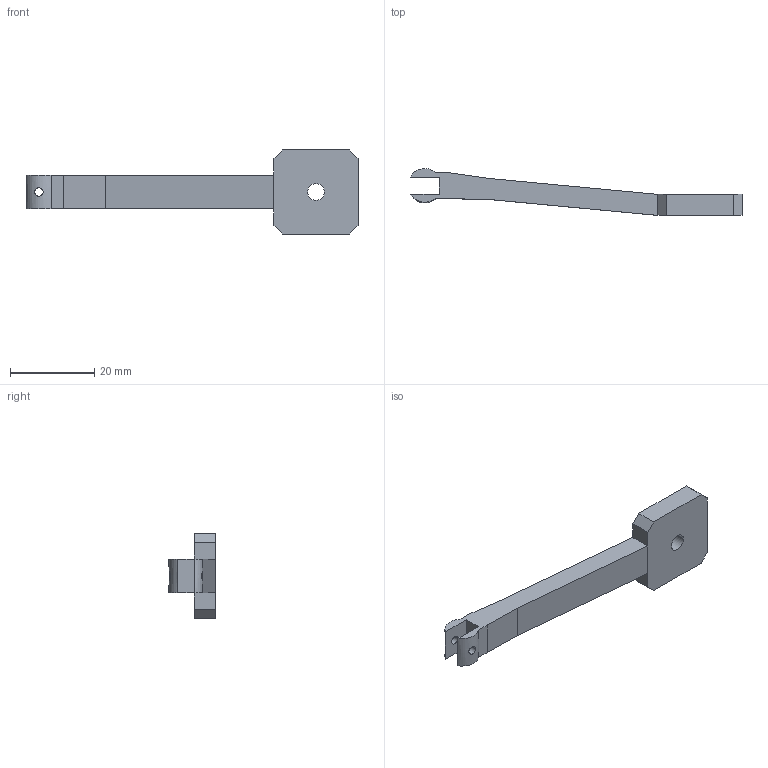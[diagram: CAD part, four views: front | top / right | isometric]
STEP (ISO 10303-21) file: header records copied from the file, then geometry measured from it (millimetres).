
FILE_DESCRIPTION (( 'STEP AP203' ), '1' );
FILE_NAME ('SE_01_2_4002.STEP', '2020-10-21T11:00:17', ( '' ), ( '' ), 'SwSTEP 2.0', 'SolidWorks 2017', '' );
FILE_SCHEMA (( 'CONFIG_CONTROL_DESIGN' ));
Length unit declared in the file: millimetre
Products named in the file (1): SE_01_2_4002
Bounding box: 79 x 11.14 x 20 mm (x, y, z)
Volume: 4197.2 mm3; surface area: 2852.9 mm2
Topology: 1 solids, 1 shells, 35 faces, 94 edges, 60 vertices
Faces by surface type: plane 26, cylinder 6, torus 3
Entity records: 1286 total; most frequent: CARTESIAN_POINT 337, ORIENTED_EDGE 188, DIRECTION 166, EDGE_CURVE 94, VECTOR 66, LINE 66, VERTEX_POINT 60, AXIS2_PLACEMENT_3D 50
